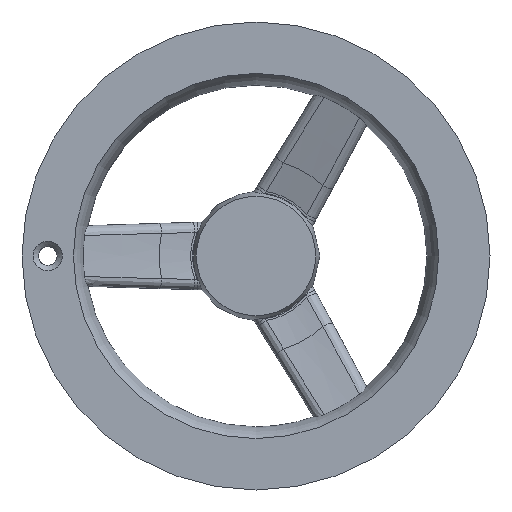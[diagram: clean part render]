
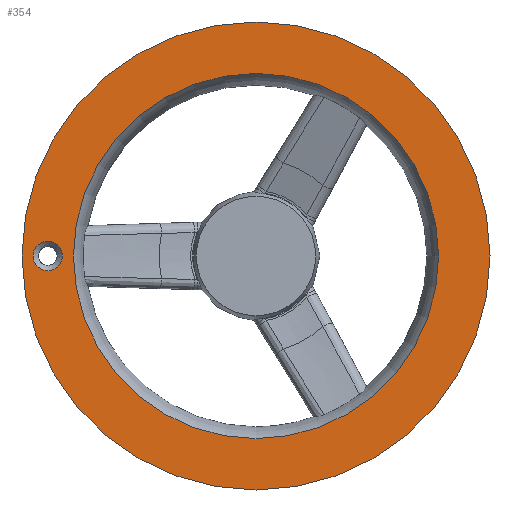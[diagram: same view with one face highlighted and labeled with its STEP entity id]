
A CAD part, left-side view. The second image highlights one B-rep face of the part: STEP entity #354.
In plain terms, the highlighted planar face has unit normal (-1, 0, 0).
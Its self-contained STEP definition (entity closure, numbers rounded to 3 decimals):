
#354=ADVANCED_FACE('',(#563,#470,#564),#453,.F.);
#453=PLANE('',#1626);
#470=FACE_OUTER_BOUND('',#585,.T.);
#563=FACE_BOUND('',#584,.T.);
#564=FACE_BOUND('',#586,.T.);
#584=EDGE_LOOP('',(#698));
#585=EDGE_LOOP('',(#699));
#586=EDGE_LOOP('',(#700));
#698=ORIENTED_EDGE('',*,*,#1307,.T.);
#699=ORIENTED_EDGE('',*,*,#1308,.F.);
#700=ORIENTED_EDGE('',*,*,#1309,.F.);
#1164=VERTEX_POINT('',#2065);
#1165=VERTEX_POINT('',#2067);
#1166=VERTEX_POINT('',#2069);
#1307=EDGE_CURVE('',#1164,#1164,#1540,.T.);
#1308=EDGE_CURVE('',#1165,#1165,#1541,.T.);
#1309=EDGE_CURVE('',#1166,#1166,#1542,.T.);
#1540=CIRCLE('',#1623,78.012);
#1541=CIRCLE('',#1624,100.);
#1542=CIRCLE('',#1625,6.25);
#1623=AXIS2_PLACEMENT_3D('',#2064,#1763,#1764);
#1624=AXIS2_PLACEMENT_3D('',#2066,#1765,#1766);
#1625=AXIS2_PLACEMENT_3D('',#2068,#1767,#1768);
#1626=AXIS2_PLACEMENT_3D('',#2070,#1769,#1770);
#1763=DIRECTION('',(1.,0.,0.));
#1764=DIRECTION('',(0.,0.,-1.));
#1765=DIRECTION('',(1.,0.,0.));
#1766=DIRECTION('',(0.,0.,-1.));
#1767=DIRECTION('',(-1.,0.,0.));
#1768=DIRECTION('',(0.,0.,1.));
#1769=DIRECTION('',(1.,0.,0.));
#1770=DIRECTION('',(0.,0.,-1.));
#2064=CARTESIAN_POINT('',(352.75,378.75,0.));
#2065=CARTESIAN_POINT('',(352.75,378.75,-78.012));
#2066=CARTESIAN_POINT('',(352.75,378.75,0.));
#2067=CARTESIAN_POINT('',(352.75,378.75,-100.));
#2068=CARTESIAN_POINT('',(352.75,467.75,0.));
#2069=CARTESIAN_POINT('',(352.75,467.75,6.25));
#2070=CARTESIAN_POINT('',(352.75,300.738,0.));
